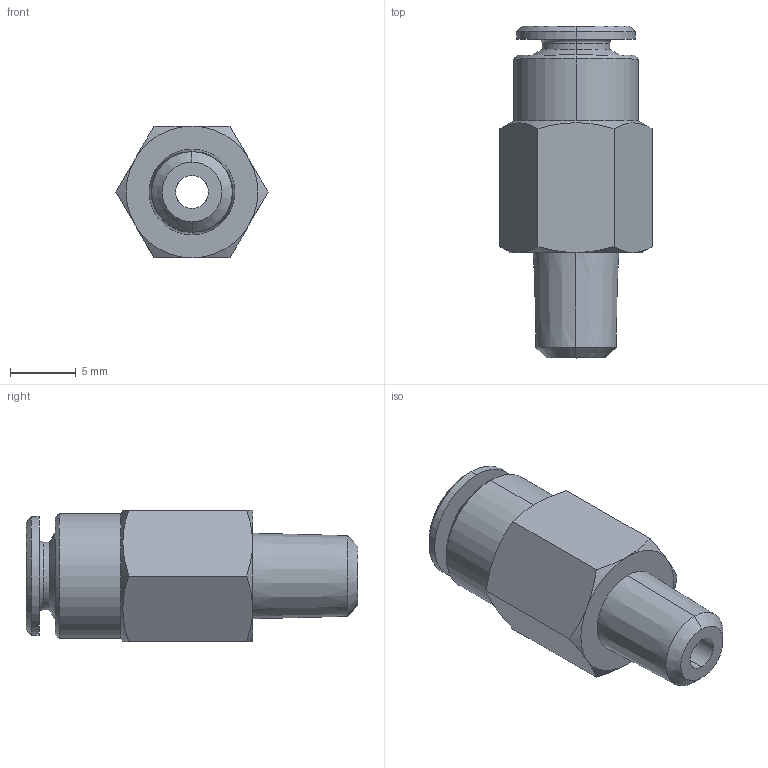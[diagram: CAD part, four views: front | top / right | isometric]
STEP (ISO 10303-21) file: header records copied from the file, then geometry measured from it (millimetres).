
FILE_DESCRIPTION (( 'STEP AP203' ), '1' );
FILE_NAME ('H0010110.STEP', '2010-06-17T09:40:24', ( '' ), ( 'sopra-pneumatic' ), 'SwSTEP 2.0', 'SolidWorks 2009', '' );
FILE_SCHEMA (( 'CONFIG_CONTROL_DESIGN' ));
Length unit declared in the file: millimetre
Products named in the file (1): H0010110
Bounding box: 11.55 x 25.2 x 10 mm (x, y, z)
Volume: 1282.1 mm3; surface area: 1186.3 mm2
Topology: 1 solids, 1 shells, 57 faces, 126 edges, 74 vertices
Faces by surface type: plane 23, cone 22, cylinder 10, torus 2
Entity records: 1721 total; most frequent: CARTESIAN_POINT 406, DIRECTION 262, ORIENTED_EDGE 252, EDGE_CURVE 126, AXIS2_PLACEMENT_3D 106, VERTEX_POINT 74, EDGE_LOOP 62, FACE_OUTER_BOUND 57
